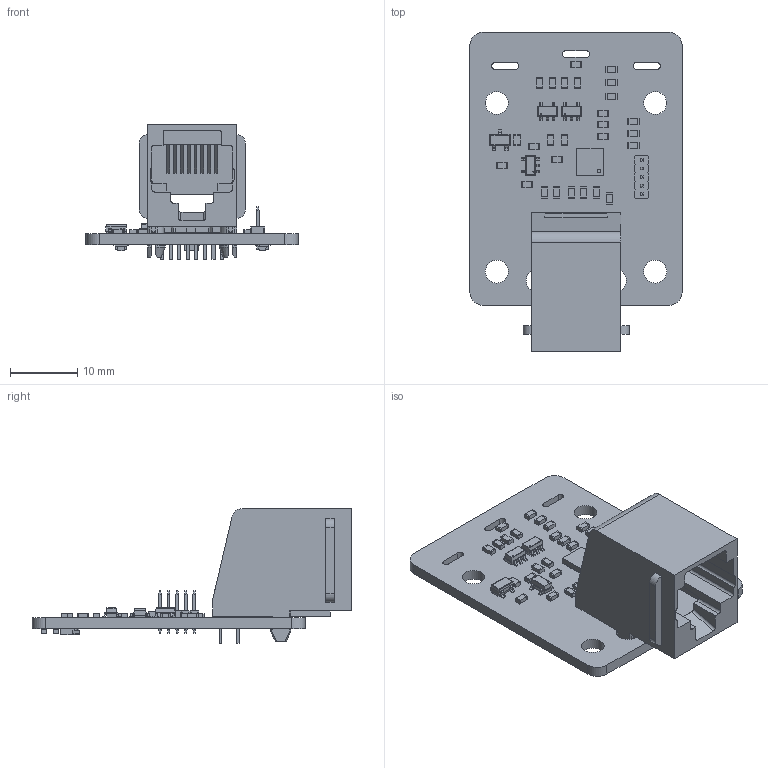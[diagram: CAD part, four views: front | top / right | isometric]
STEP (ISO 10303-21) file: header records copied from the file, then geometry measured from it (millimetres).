
FILE_DESCRIPTION(('Open CASCADE Model'),'2;1');
FILE_NAME('Open CASCADE Shape Model','2020-02-27T15:46:27',('Author'),( 'Open CASCADE'),'Open CASCADE STEP processor 6.8','Open CASCADE 6.8' ,'Unknown');
FILE_SCHEMA(('AUTOMOTIVE_DESIGN { 1 0 10303 214 1 1 1 1 }'));
Length unit declared in the file: millimetre
Products named in the file (81): PCB; Board; R9; 5856782720; Extruded; 5856782336; C12; U2; 5856785024; R6; 5362416512; 5362416320; R2; Q4; 6316670016; Body; ('pin',_'1'); ('pin',_'2'); Q3; Q2; D2; User_Library-LTST-C190EKT; Pad; Pad005; Pad001; Pad004; Pad003; Lens; D1; C11; C7; C1; U5; 6316669632; PinsArrayL; PinsArrayR; U4; 6316669824; U3; 5347436928 ...
Assembly tree (184 placements, depth 5):
  PCB
    Board
    R9
      5856782720  x2
        Extruded
      5856782336
        Extruded
    C12
      5856782720  x2
        Extruded
      5856782336
        Extruded
    U2
      5856785024
        Extruded
    R6
      5362416512  x2
        Extruded
      5362416320
        Extruded
    R2
      5362416512  x2
        Extruded
      5362416320
        Extruded
    Q4
      6316670016
        Body
        ('pin',_'1')
        ('pin',_'2')
    Q3
      6316670016
        Body
        ('pin',_'1')
        ('pin',_'2')
    Q2
      6316670016
        Body
        ('pin',_'1')
        ('pin',_'2')
    D2
      User_Library-LTST-C190EKT
        Pad
        Pad005
        Pad001
        Pad004
        Pad003
        Lens
    D1
      User_Library-LTST-C190EKT
        Pad
        Pad005
        Pad001
        Pad004
        Pad003
        Lens
    C11
      5856782720  x2
        Extruded
      5856782336
Bounding box: 31.5 x 47.4 x 20.02 mm (x, y, z)
Volume: 4368 mm3; surface area: 6055.2 mm2
Topology: 158 solids, 159 shells, 1734 faces, 3871 edges, 2478 vertices
Faces by surface type: plane 1535, cylinder 193, cone 6
Full cylindrical faces by diameter (mm): 0.194 x3, 0.5 x1, 0.8 x5, 0.9 x8, 3.4 x6
Entity records: 25243 total; most frequent: CARTESIAN_POINT 4127, DIRECTION 4013, ORIENTED_EDGE 3737, EDGE_CURVE 1869, LINE 1557, VECTOR 1557, AXIS2_PLACEMENT_3D 1228, VERTEX_POINT 1210
